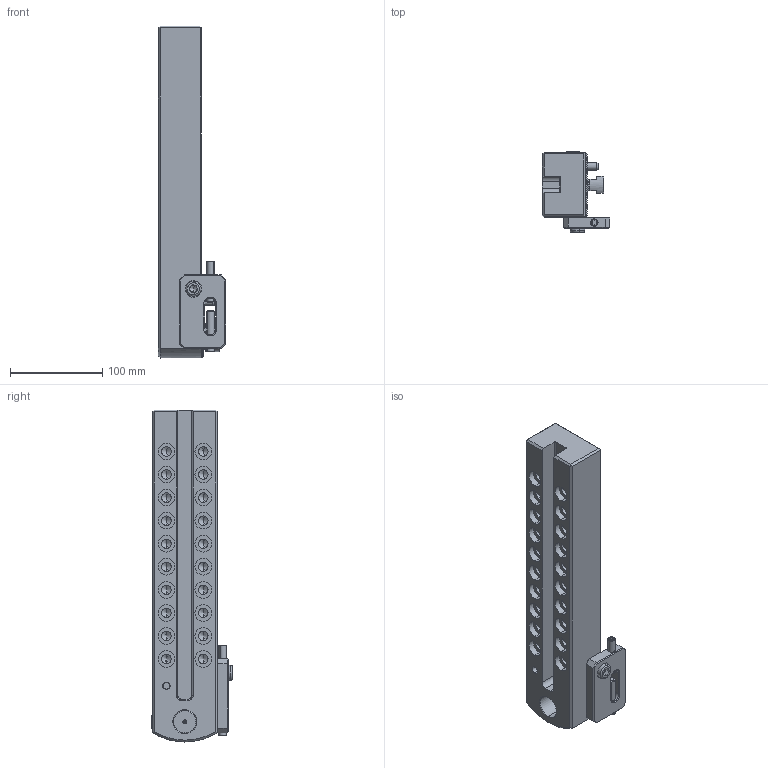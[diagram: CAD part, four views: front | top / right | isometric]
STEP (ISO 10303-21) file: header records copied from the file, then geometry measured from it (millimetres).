
FILE_DESCRIPTION (( 'STEP AP203' ), '1' );
FILE_NAME ('EBSLD-2205.STEP', '2018-03-09T08:19:25', ( 'SWIAdmin' ), ( 'Hewlett-Packard Company' ), 'SwSTEP 2.0', 'SolidWorks 2017', '' );
FILE_SCHEMA (( 'CONFIG_CONTROL_DESIGN' ));
Length unit declared in the file: millimetre
Products named in the file (10): VK1-ER2.101.010_A; VK1-ER1.001.030_A; VK1-ER2.001.044_A; VK1-ER3.001.028_A; VK1-ER7.001.012_A; ISO 4762 - M10 x 16; ISO 4026 - M8 x 45; VK3-VK1.360.048_B; EBSLD-2205; VK1-ER2.201.010_A_vorgespannt
Assembly tree (10 placements, depth 2):
  EBSLD-2205
    VK3-VK1.360.048_B
    VK1-ER2.201.010_A_vorgespannt
    VK1-ER2.101.010_A
    VK1-ER1.001.030_A
    VK1-ER2.001.044_A
    VK1-ER3.001.028_A
    VK1-ER7.001.012_A
    ISO 4762 - M10 x 16
    ISO 4026 - M8 x 45  x2
Bounding box: 73 x 87.5 x 360 mm (x, y, z)
Volume: 1001350.7 mm3; surface area: 162838.1 mm2
Topology: 10 solids, 10 shells, 724 faces, 1878 edges, 1171 vertices
Faces by surface type: plane 319, cylinder 247, cone 116, bspline 26, torus 12, sphere 4
Entity records: 27524 total; most frequent: CARTESIAN_POINT 10060, ORIENTED_EDGE 3570, DIRECTION 3155, EDGE_CURVE 1785, VERTEX_POINT 1148, AXIS2_PLACEMENT_3D 1129, LINE 897, VECTOR 897
